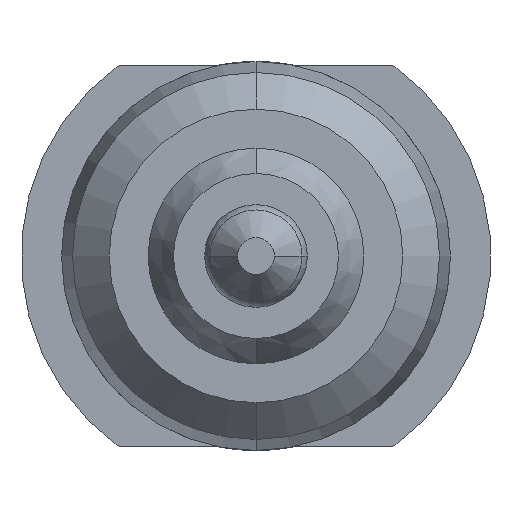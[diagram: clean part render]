
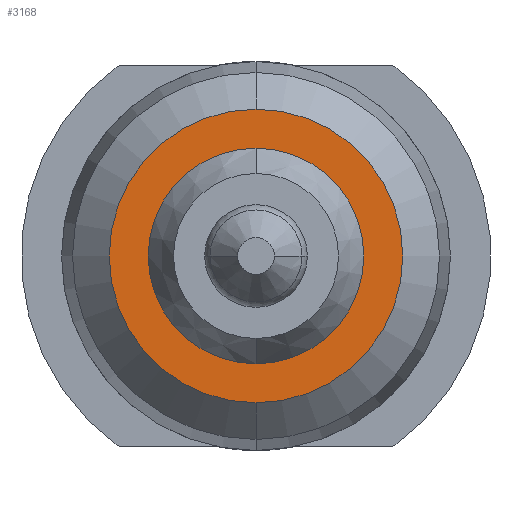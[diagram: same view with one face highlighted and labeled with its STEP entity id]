
A CAD part, front view. The second image highlights one B-rep face of the part: STEP entity #3168.
In plain terms, the highlighted planar face has unit normal (0, -1, 0).
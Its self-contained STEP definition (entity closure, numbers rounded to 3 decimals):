
#3 = CARTESIAN_POINT ( 'NONE',  ( 0., -28., 0. ) ) ;
#14 = EDGE_CURVE ( 'Defeature ausgef�hrt1_26+Defeature ausgef�hrt1_2+Defeature ausgef�hrt1_2+Defeature ausgef�hrt1_2', #4662, #3960, #3150, .T. ) ;
#132 = CARTESIAN_POINT ( 'NONE',  ( 0., -28., -0.735 ) ) ;
#176 = EDGE_CURVE ( 'Defeature ausgef�hrt1_26+Defeature ausgef�hrt1_2+Defeature ausgef�hrt1_2+Defeature ausgef�hrt1_2', #3960, #4662, #1353, .T. ) ;
#363 = VERTEX_POINT ( 'NONE', #2389 ) ;
#704 = DIRECTION ( 'NONE',  ( 0., 0., 1. ) ) ;
#710 = ORIENTED_EDGE ( 'NONE', *, *, #176, .F. ) ;
#744 = AXIS2_PLACEMENT_3D ( 'NONE', #3337, #1488, #704 ) ;
#1038 = CARTESIAN_POINT ( 'NONE',  ( 1., -28., 0. ) ) ;
#1090 = PLANE ( 'NONE',  #2828 ) ;
#1096 = ORIENTED_EDGE ( 'NONE', *, *, #4169, .F. ) ;
#1353 = CIRCLE ( 'NONE', #3930, 0.735 ) ;
#1488 = DIRECTION ( 'NONE',  ( 0., 1., 0. ) ) ;
#1541 = DIRECTION ( 'NONE',  ( 0., -1., 0. ) ) ;
#1736 = CARTESIAN_POINT ( 'NONE',  ( 0., -28., 0.735 ) ) ;
#1769 = AXIS2_PLACEMENT_3D ( 'NONE', #3, #3701, #4455 ) ;
#2022 = CIRCLE ( 'NONE', #744, 1. ) ;
#2040 = CIRCLE ( 'NONE', #1769, 1. ) ;
#2389 = CARTESIAN_POINT ( 'NONE',  ( 0., -28., 1. ) ) ;
#2391 = ORIENTED_EDGE ( 'NONE', *, *, #2946, .F. ) ;
#2546 = CARTESIAN_POINT ( 'NONE',  ( 0., -28., -1. ) ) ;
#2635 = CARTESIAN_POINT ( 'NONE',  ( 0., -28., 0. ) ) ;
#2669 = ORIENTED_EDGE ( 'NONE', *, *, #14, .F. ) ;
#2721 = FACE_OUTER_BOUND ( 'NONE', #4693, .T. ) ;
#2828 = AXIS2_PLACEMENT_3D ( 'NONE', #1038, #4032, #3312 ) ;
#2935 = CARTESIAN_POINT ( 'NONE',  ( 0., -28., 0. ) ) ;
#2946 = EDGE_CURVE ( 'Defeature ausgef�hrt1_13+Defeature ausgef�hrt1_2+Defeature ausgef�hrt1_2+Defeature ausgef�hrt1_2', #4139, #363, #2040, .T. ) ;
#3131 = FACE_BOUND ( 'NONE', #3715, .T. ) ;
#3150 = CIRCLE ( 'NONE', #4618, 0.735 ) ;
#3168 = ADVANCED_FACE ( 'Defeature ausgef�hrt1_2', ( #3131, #2721 ), #1090, .F. ) ;
#3312 = DIRECTION ( 'NONE',  ( 0., 0., 1. ) ) ;
#3337 = CARTESIAN_POINT ( 'NONE',  ( 0., -28., 0. ) ) ;
#3694 = DIRECTION ( 'NONE',  ( 0., -1., 0. ) ) ;
#3701 = DIRECTION ( 'NONE',  ( 0., 1., 0. ) ) ;
#3715 = EDGE_LOOP ( 'NONE', ( #2669, #710 ) ) ;
#3930 = AXIS2_PLACEMENT_3D ( 'NONE', #2635, #1541, #4135 ) ;
#3960 = VERTEX_POINT ( 'NONE', #132 ) ;
#4032 = DIRECTION ( 'NONE',  ( 0., 1., 0. ) ) ;
#4135 = DIRECTION ( 'NONE',  ( 0., 0., 1. ) ) ;
#4139 = VERTEX_POINT ( 'NONE', #2546 ) ;
#4169 = EDGE_CURVE ( 'Defeature ausgef�hrt1_13+Defeature ausgef�hrt1_2+Defeature ausgef�hrt1_2+Defeature ausgef�hrt1_2', #363, #4139, #2022, .T. ) ;
#4449 = DIRECTION ( 'NONE',  ( 0., 0., 1. ) ) ;
#4455 = DIRECTION ( 'NONE',  ( 0., 0., 1. ) ) ;
#4618 = AXIS2_PLACEMENT_3D ( 'NONE', #2935, #3694, #4449 ) ;
#4662 = VERTEX_POINT ( 'NONE', #1736 ) ;
#4693 = EDGE_LOOP ( 'NONE', ( #1096, #2391 ) ) ;
